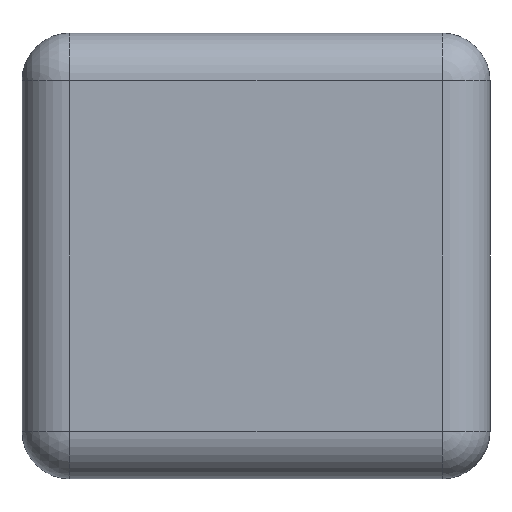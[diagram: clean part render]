
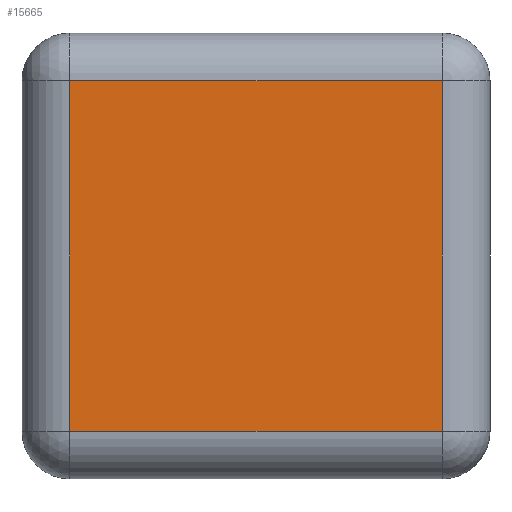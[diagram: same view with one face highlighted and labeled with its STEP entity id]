
A CAD part, front view. The second image highlights one B-rep face of the part: STEP entity #15665.
In plain terms, the highlighted planar face has unit normal (0, -1, 0).
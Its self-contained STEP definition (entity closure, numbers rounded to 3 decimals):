
#1531 = CARTESIAN_POINT ( 'NONE',  ( 311.292, -31.98, 0. ) ) ;
#2353 = CARTESIAN_POINT ( 'NONE',  ( 0., -31.98, -292.718 ) ) ;
#4018 = EDGE_CURVE ( 'NONE', #42371, #32196, #24773, .T. ) ;
#5386 = EDGE_CURVE ( 'NONE', #18147, #15693, #30047, .T. ) ;
#6898 = ORIENTED_EDGE ( 'NONE', *, *, #22871, .T. ) ;
#7120 = VECTOR ( 'NONE', #36290, 1000. ) ;
#9019 = DIRECTION ( 'NONE',  ( 0., -1., 0. ) ) ;
#9323 = CARTESIAN_POINT ( 'NONE',  ( 311.292, -31.98, -292.718 ) ) ;
#11165 = DIRECTION ( 'NONE',  ( 0., 0., 1. ) ) ;
#15665 = ADVANCED_FACE ( 'NONE', ( #27710 ), #31327, .T. ) ;
#15693 = VERTEX_POINT ( 'NONE', #9323 ) ;
#16406 = CARTESIAN_POINT ( 'NONE',  ( 311.292, -31.98, 292.718 ) ) ;
#17988 = CARTESIAN_POINT ( 'NONE',  ( -311.292, -31.98, 0. ) ) ;
#18147 = VERTEX_POINT ( 'NONE', #55010 ) ;
#18170 = VECTOR ( 'NONE', #28715, 1000. ) ;
#20521 = LINE ( 'NONE', #1531, #22137 ) ;
#22137 = VECTOR ( 'NONE', #11165, 1000. ) ;
#22871 = EDGE_CURVE ( 'NONE', #15693, #42371, #20521, .T. ) ;
#24214 = EDGE_LOOP ( 'NONE', ( #35381, #30349, #57141, #6898 ) ) ;
#24773 = LINE ( 'NONE', #52188, #18170 ) ;
#25116 = EDGE_CURVE ( 'NONE', #32196, #18147, #55016, .T. ) ;
#27710 = FACE_OUTER_BOUND ( 'NONE', #24214, .T. ) ;
#28715 = DIRECTION ( 'NONE',  ( -1., 0., 0. ) ) ;
#29169 = DIRECTION ( 'NONE',  ( 1., 0., 0. ) ) ;
#30047 = LINE ( 'NONE', #2353, #58741 ) ;
#30349 = ORIENTED_EDGE ( 'NONE', *, *, #25116, .T. ) ;
#31327 = PLANE ( 'NONE',  #31353 ) ;
#31353 = AXIS2_PLACEMENT_3D ( 'NONE', #55441, #9019, #37008 ) ;
#32196 = VERTEX_POINT ( 'NONE', #41843 ) ;
#35381 = ORIENTED_EDGE ( 'NONE', *, *, #4018, .T. ) ;
#36290 = DIRECTION ( 'NONE',  ( 0., 0., -1. ) ) ;
#37008 = DIRECTION ( 'NONE',  ( 0., 0., -1. ) ) ;
#41843 = CARTESIAN_POINT ( 'NONE',  ( -311.292, -31.98, 292.718 ) ) ;
#42371 = VERTEX_POINT ( 'NONE', #16406 ) ;
#52188 = CARTESIAN_POINT ( 'NONE',  ( 0., -31.98, 292.718 ) ) ;
#55010 = CARTESIAN_POINT ( 'NONE',  ( -311.292, -31.98, -292.718 ) ) ;
#55016 = LINE ( 'NONE', #17988, #7120 ) ;
#55441 = CARTESIAN_POINT ( 'NONE',  ( 0., -31.98, 0. ) ) ;
#57141 = ORIENTED_EDGE ( 'NONE', *, *, #5386, .T. ) ;
#58741 = VECTOR ( 'NONE', #29169, 1000. ) ;
